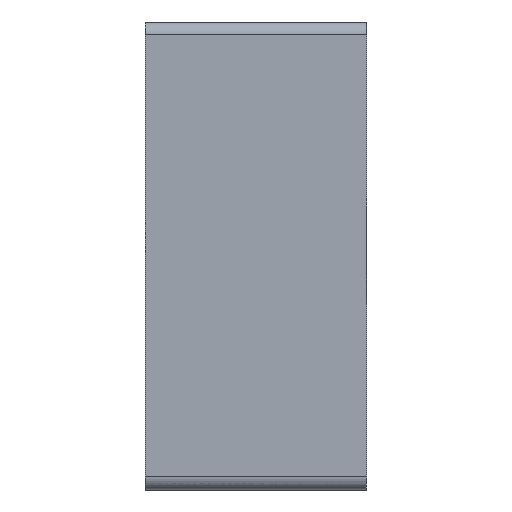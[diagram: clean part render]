
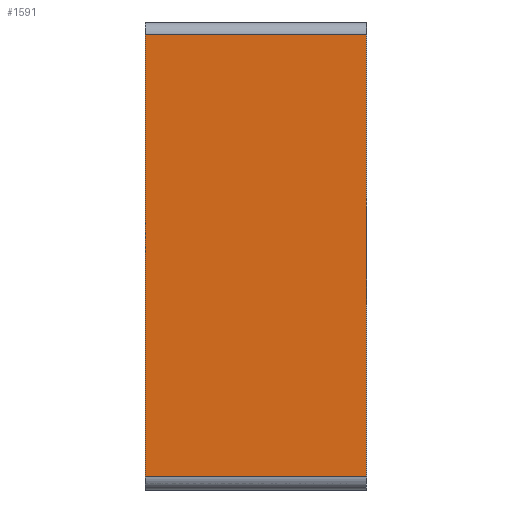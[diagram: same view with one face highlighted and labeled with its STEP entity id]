
A CAD part, left-side view. The second image highlights one B-rep face of the part: STEP entity #1591.
In plain terms, the highlighted planar face has unit normal (-1, 0, 0).
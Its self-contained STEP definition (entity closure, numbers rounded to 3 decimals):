
#95=PLANE('',#1700);
#204=FACE_OUTER_BOUND('',#303,.T.);
#303=EDGE_LOOP('',(#1481,#1482,#1483,#1484));
#352=LINE('',#2329,#539);
#359=LINE('',#2355,#546);
#490=LINE('',#2631,#677);
#491=LINE('',#2633,#678);
#539=VECTOR('',#1801,17.);
#546=VECTOR('',#1826,17.);
#677=VECTOR('',#2069,8.5);
#678=VECTOR('',#2072,8.5);
#743=VERTEX_POINT('',#2326);
#744=VERTEX_POINT('',#2328);
#753=VERTEX_POINT('',#2352);
#754=VERTEX_POINT('',#2354);
#910=EDGE_CURVE('',#743,#744,#352,.T.);
#922=EDGE_CURVE('',#753,#754,#359,.T.);
#1058=EDGE_CURVE('',#754,#743,#490,.T.);
#1059=EDGE_CURVE('',#753,#744,#491,.T.);
#1481=ORIENTED_EDGE('',*,*,#1058,.F.);
#1482=ORIENTED_EDGE('',*,*,#922,.F.);
#1483=ORIENTED_EDGE('',*,*,#1059,.T.);
#1484=ORIENTED_EDGE('',*,*,#910,.F.);
#1591=ADVANCED_FACE('',(#204),#95,.T.);
#1700=AXIS2_PLACEMENT_3D('',#2632,#2070,#2071);
#1801=DIRECTION('',(0.,0.,1.));
#1826=DIRECTION('',(0.,0.,-1.));
#2069=DIRECTION('',(0.,1.,0.));
#2070=DIRECTION('center_axis',(-1.,0.,0.));
#2071=DIRECTION('ref_axis',(0.,0.,1.));
#2072=DIRECTION('',(0.,1.,0.));
#2326=CARTESIAN_POINT('',(-34.,0.,-8.5));
#2328=CARTESIAN_POINT('',(-34.,0.,8.5));
#2329=CARTESIAN_POINT('',(-34.,0.,-8.5));
#2352=CARTESIAN_POINT('',(-34.,-8.5,8.5));
#2354=CARTESIAN_POINT('',(-34.,-8.5,-8.5));
#2355=CARTESIAN_POINT('',(-34.,-8.5,8.5));
#2631=CARTESIAN_POINT('',(-34.,-8.5,-8.5));
#2632=CARTESIAN_POINT('Origin',(-34.,0.,-9.));
#2633=CARTESIAN_POINT('',(-34.,-8.5,8.5));
